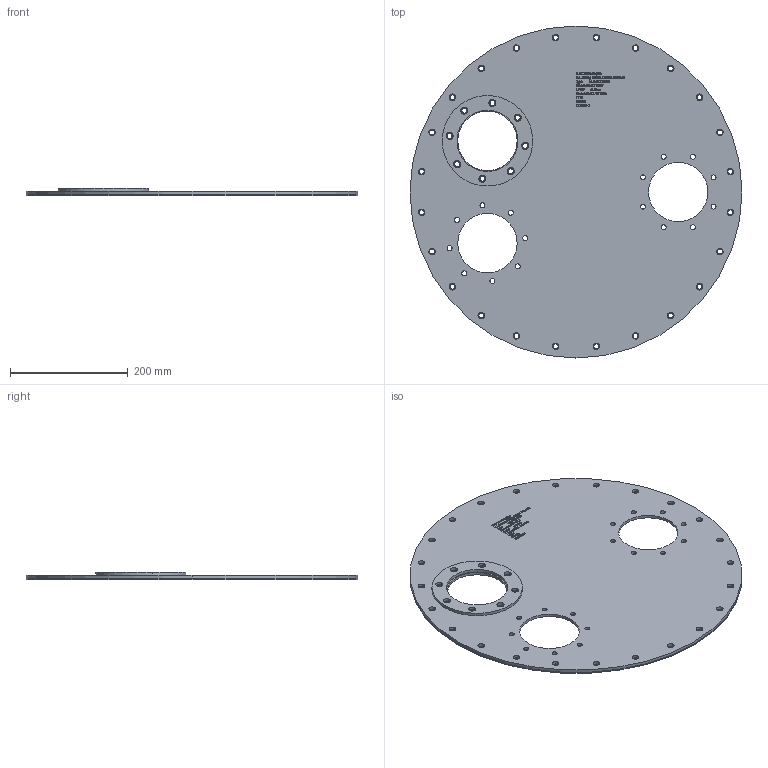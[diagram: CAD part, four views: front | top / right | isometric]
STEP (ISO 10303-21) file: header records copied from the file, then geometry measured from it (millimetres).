
FILE_DESCRIPTION (( 'STEP AP214' ), '1' );
FILE_NAME ('MANCOV203_252626.STEP', '2012-08-23T09:39:41', ( 'Admin2' ), ( '' ), 'SwSTEP 2.0', 'SolidWorks 2010', '' );
FILE_SCHEMA (( 'AUTOMOTIVE_DESIGN' ));
Length unit declared in the file: millimetre
Products named in the file (1): MANCOV203_252626
Bounding box: 565 x 565 x 12 mm (x, y, z)
Surface area: 595696 mm2 (no closed solid volume)
Topology: 0 solids, 51 shells, 343 faces, 2430 edges, 2133 vertices
Faces by surface type: cylinder 176, plane 110, bspline 57
Entity records: 38106 total; most frequent: CARTESIAN_POINT 17660, ORIENTED_EDGE 3070, DIRECTION 2605, EDGE_CURVE 2430, VERTEX_POINT 2133, LINE 1327, VECTOR 1327, B_SPLINE_CURVE_WITH_KNOTS 751
